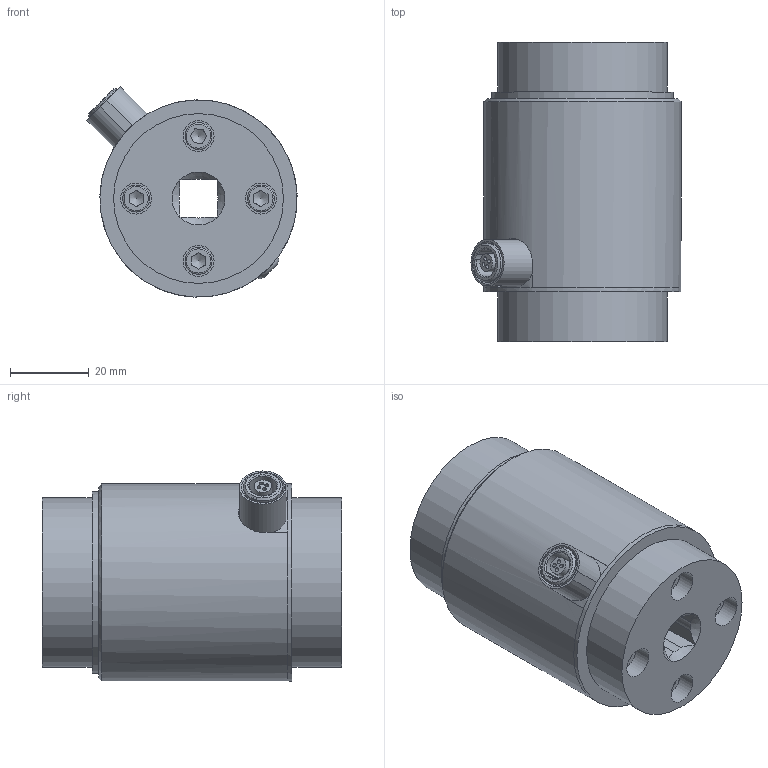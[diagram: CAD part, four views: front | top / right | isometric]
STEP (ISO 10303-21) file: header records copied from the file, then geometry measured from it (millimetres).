
FILE_DESCRIPTION(/* description */ (''),/* implementation_level */ '2;1');
FILE_NAME(/* name */ 'TDD400 inlb.stp',/* time_stamp */ '2018-05-17T14:06:16-07:00',/* author */ ('javier'),/* organization */ (''),/* preprocessor_version */ 'ST-DEVELOPER v16.13',/* originating_system */ 'Autodesk Inventor 2018',/* authorisation */ '');
FILE_SCHEMA (('CONFIG_CONTROL_DESIGN'));
Length unit declared in the file: inch
Products named in the file (1): TDD400 inlb
Bounding box: 53.43 x 76.2 x 53.43 mm (x, y, z)
Volume: 119354.5 mm3; surface area: 39357.9 mm2
Topology: 1 solids, 26 shells, 361 faces, 834 edges, 552 vertices
Faces by surface type: plane 187, cylinder 113, cone 42, torus 19
Full cylindrical faces by diameter (mm): 0.8 x8, 1 x4, 1.1 x8, 1.45 x4, 3.302 x9, 4.166 x9, 4.5 x1, 4.597 x8, 6.35 x1, 6.858 x8, 7.874 x8, 7.9 x1, 7.925 x1, 8.357 x1, 8.636 x1, 9.75 x1, 10 x1, 16.777 x1, 19.012 x2, 19.05 x2, 43.18 x2, 46.33 x1, 46.99 x1, 47.003 x1, 50.165 x2
Entity records: 9653 total; most frequent: CARTESIAN_POINT 1882, DIRECTION 1541, ORIENTED_EDGE 1276, EDGE_CURVE 638, AXIS2_PLACEMENT_3D 637, EDGE_LOOP 560, VERTEX_POINT 488, FACE_OUTER_BOUND 361
